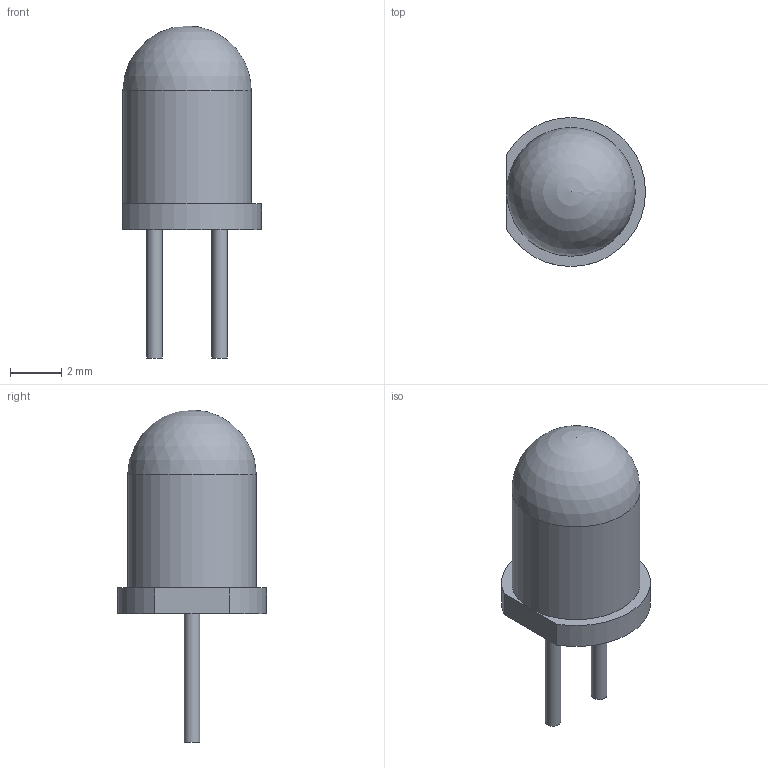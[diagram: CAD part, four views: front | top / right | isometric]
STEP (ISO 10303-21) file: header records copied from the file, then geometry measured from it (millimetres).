
FILE_DESCRIPTION(('FreeCAD Model'),'2;1');
FILE_NAME('Open CASCADE Shape Model','2023-02-17T13:00:38',('BT'),(''), 'Open CASCADE STEP processor 7.6','FreeCAD','Unknown');
FILE_SCHEMA(('AUTOMOTIVE_DESIGN { 1 0 10303 214 1 1 1 1 }'));
Length unit declared in the file: millimetre
Products named in the file (1): Pad002
Bounding box: 5.41 x 5.8 x 12.92 mm (x, y, z)
Volume: 148 mm3; surface area: 177.3 mm2
Topology: 1 solids, 1 shells, 10 faces, 17 edges, 11 vertices
Faces by surface type: plane 5, cylinder 4, sphere 1
Full cylindrical faces by diameter (mm): 0.6 x2, 5 x1
Entity records: 320 total; most frequent: DIRECTION 47, CARTESIAN_POINT 38, ORIENTED_EDGE 32, AXIS2_PLACEMENT_3D 20, EDGE_CURVE 16, FACE_BOUND 13, EDGE_LOOP 13, VERTEX_POINT 11
